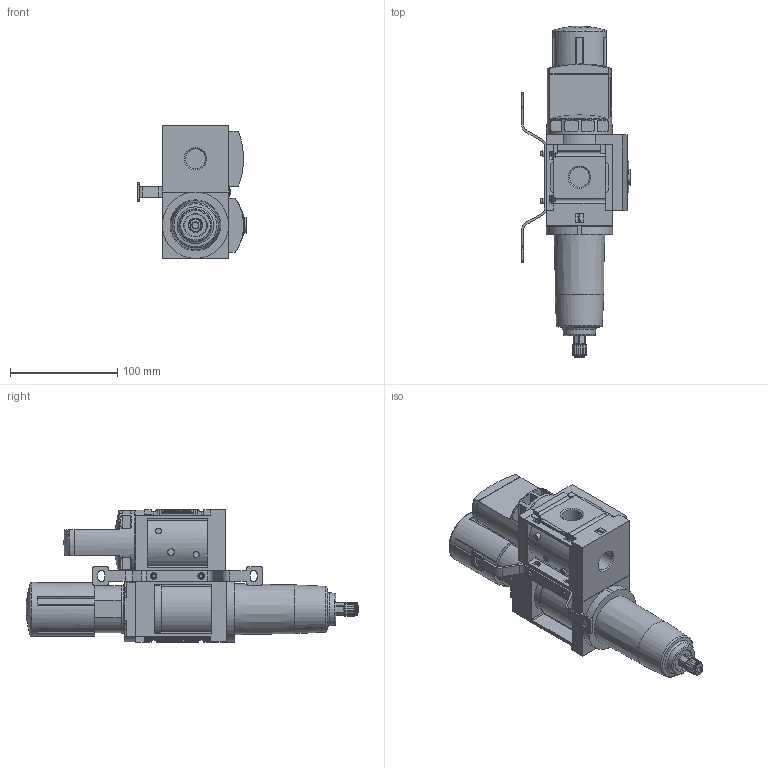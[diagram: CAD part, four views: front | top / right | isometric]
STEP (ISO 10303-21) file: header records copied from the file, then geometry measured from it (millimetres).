
FILE_DESCRIPTION(/* description */ ('STEP AP214'),/* implementation_level */ '2;1');
FILE_NAME(/* name */ '8130912_MS6-EM1FR-1_2-D6-C-P-M-A8-WPE-B',/* time_stamp */ '2024-09-10T15:20:50+02:00',/* author */ ('License CC BY-ND 4.0'),/* organization */ ('CADENAS'),/* preprocessor_version */ 'ST-DEVELOPER v19.3',/* originating_system */ 'PARTsolutions',/* authorisation */ ' ');
FILE_SCHEMA (('FEATURE_BASED_PROCESS_PLANNING','PROCESS_PLANNING_SCHEMA','AUTOMOTIVE_DESIGN {1 0 10303 214 3 1 1}'));
Length unit declared in the file: millimetre
Products named in the file (7): 8130912 MS6-EM1FR-1/2-D6-C-P-M-A8-WPE-B; 541279 MS6-EM1-1/21D; 8098308 MS6-LFR-1/2-D6-C-P-M-A8-B---(high); 8135846 MS6-WPE-B---(platte_4); 327382 B-29x3-N-NBR75; 8092763 MS6-B---(platte_3); 8099175 MS6-WP-B---(p2)
Assembly tree (6 placements, depth 2):
  8130912 MS6-EM1FR-1/2-D6-C-P-M-A8-WPE-B
    541279 MS6-EM1-1/21D
    8098308 MS6-LFR-1/2-D6-C-P-M-A8-B---(high)
    8135846 MS6-WPE-B---(platte_4)
    327382 B-29x3-N-NBR75
    8092763 MS6-B---(platte_3)
    8099175 MS6-WP-B---(p2)
Bounding box: 101.4 x 309.63 x 124 mm (x, y, z)
Volume: 1122394.3 mm3; surface area: 136886.9 mm2
Topology: 6 solids, 6 shells, 949 faces, 2577 edges, 1699 vertices
Faces by surface type: plane 532, cylinder 353, cone 35, torus 26, sphere 3
Full cylindrical faces by diameter (mm): 3.242 x2, 3.4 x2, 4 x2, 4.5 x2, 4.6 x2, 5.4 x2, 5.5 x2, 6 x5, 7.5 x1, 7.6 x2, 7.8 x2, 8.566 x1, 8.72 x1, 15 x1, 18.631 x5, 45 x1, 50.23 x1, 60 x1
Entity records: 35681 total; most frequent: CARTESIAN_POINT 5956, ORIENTED_EDGE 4950, DIRECTION 4883, EDGE_CURVE 2475, VERTEX_POINT 1680, AXIS2_PLACEMENT_3D 1679, LINE 1525, VECTOR 1525
